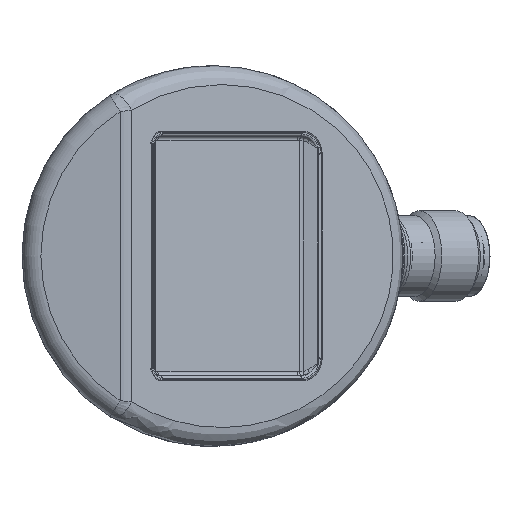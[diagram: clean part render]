
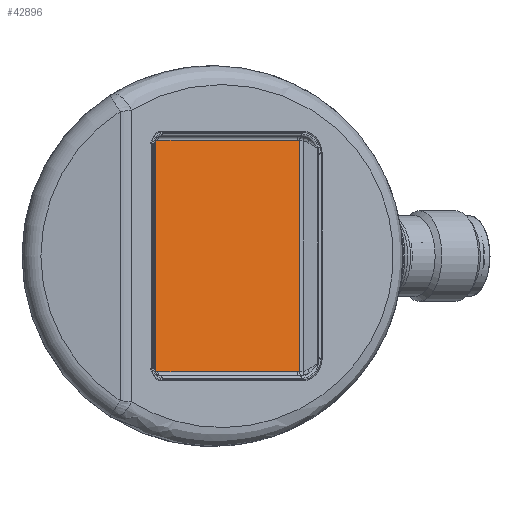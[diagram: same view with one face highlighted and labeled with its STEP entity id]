
A CAD part, front view. The second image highlights one B-rep face of the part: STEP entity #42896.
In plain terms, the highlighted planar face has unit normal (0.5, -0.866, 0).
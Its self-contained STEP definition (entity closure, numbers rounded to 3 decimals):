
#2576=LINE('',#54304,#4714);
#2577=LINE('',#54308,#4715);
#2578=LINE('',#54312,#4716);
#2579=LINE('',#54316,#4717);
#4714=VECTOR('',#47207,1000.);
#4715=VECTOR('',#47210,1000.);
#4716=VECTOR('',#47213,1000.);
#4717=VECTOR('',#47216,1000.);
#6852=ORIENTED_EDGE('',*,*,#16062,.T.);
#6853=ORIENTED_EDGE('',*,*,#16063,.T.);
#6854=ORIENTED_EDGE('',*,*,#16064,.T.);
#6855=ORIENTED_EDGE('',*,*,#16065,.T.);
#6856=ORIENTED_EDGE('',*,*,#16066,.T.);
#6857=ORIENTED_EDGE('',*,*,#16067,.T.);
#6858=ORIENTED_EDGE('',*,*,#16068,.T.);
#6859=ORIENTED_EDGE('',*,*,#16069,.T.);
#16062=EDGE_CURVE('',#20667,#20668,#23700,.F.);
#16063=EDGE_CURVE('',#20668,#20669,#2576,.T.);
#16064=EDGE_CURVE('',#20669,#20670,#23701,.F.);
#16065=EDGE_CURVE('',#20670,#20671,#2577,.T.);
#16066=EDGE_CURVE('',#20671,#20672,#23702,.F.);
#16067=EDGE_CURVE('',#20672,#20673,#2578,.T.);
#16068=EDGE_CURVE('',#20673,#20674,#23703,.F.);
#16069=EDGE_CURVE('',#20674,#20667,#2579,.T.);
#20667=VERTEX_POINT('',#54302);
#20668=VERTEX_POINT('',#54303);
#20669=VERTEX_POINT('',#54305);
#20670=VERTEX_POINT('',#54307);
#20671=VERTEX_POINT('',#54309);
#20672=VERTEX_POINT('',#54311);
#20673=VERTEX_POINT('',#54313);
#20674=VERTEX_POINT('',#54315);
#23700=CIRCLE('',#44723,1.946);
#23701=CIRCLE('',#44724,1.946);
#23702=CIRCLE('',#44725,0.446);
#23703=CIRCLE('',#44726,0.446);
#24464=EDGE_LOOP('',(#6852,#6853,#6854,#6855,#6856,#6857,#6858,#6859));
#26589=FACE_BOUND('',#24464,.T.);
#28717=PLANE('',#44722);
#42896=ADVANCED_FACE('',(#26589),#28717,.F.);
#44722=AXIS2_PLACEMENT_3D('',#54300,#47203,#47204);
#44723=AXIS2_PLACEMENT_3D('',#54301,#47205,#47206);
#44724=AXIS2_PLACEMENT_3D('',#54306,#47208,#47209);
#44725=AXIS2_PLACEMENT_3D('',#54310,#47211,#47212);
#44726=AXIS2_PLACEMENT_3D('',#54314,#47214,#47215);
#47203=DIRECTION('',(-0.5,0.866,0.));
#47204=DIRECTION('',(0.866,0.5,0.));
#47205=DIRECTION('',(-0.5,0.866,0.));
#47206=DIRECTION('',(0.866,0.5,0.));
#47207=DIRECTION('',(0.,0.,1.));
#47208=DIRECTION('',(-0.5,0.866,0.));
#47209=DIRECTION('',(0.866,0.5,0.));
#47210=DIRECTION('',(-0.866,-0.5,0.));
#47211=DIRECTION('',(-0.5,0.866,0.));
#47212=DIRECTION('',(0.866,0.5,0.));
#47213=DIRECTION('',(0.,0.,-1.));
#47214=DIRECTION('',(-0.5,0.866,0.));
#47215=DIRECTION('',(0.866,0.5,0.));
#47216=DIRECTION('',(0.866,0.5,0.));
#54300=CARTESIAN_POINT('',(11.243,-23.119,13.4));
#54301=CARTESIAN_POINT('',(11.243,-23.119,-13.4));
#54302=CARTESIAN_POINT('',(11.243,-23.119,-15.346));
#54303=CARTESIAN_POINT('',(11.526,-22.955,-15.318));
#54304=CARTESIAN_POINT('',(11.526,-22.955,15.252));
#54305=CARTESIAN_POINT('',(11.526,-22.955,15.318));
#54306=CARTESIAN_POINT('',(11.243,-23.119,13.4));
#54307=CARTESIAN_POINT('',(11.243,-23.119,15.346));
#54308=CARTESIAN_POINT('',(-7.203,-33.769,15.346));
#54309=CARTESIAN_POINT('',(-7.203,-33.769,15.346));
#54310=CARTESIAN_POINT('',(-7.203,-33.769,14.9));
#54311=CARTESIAN_POINT('',(-7.589,-33.991,14.9));
#54312=CARTESIAN_POINT('',(-7.589,-33.991,-14.9));
#54313=CARTESIAN_POINT('',(-7.589,-33.991,-14.9));
#54314=CARTESIAN_POINT('',(-7.203,-33.769,-14.9));
#54315=CARTESIAN_POINT('',(-7.203,-33.769,-15.346));
#54316=CARTESIAN_POINT('',(11.243,-23.119,-15.346));
